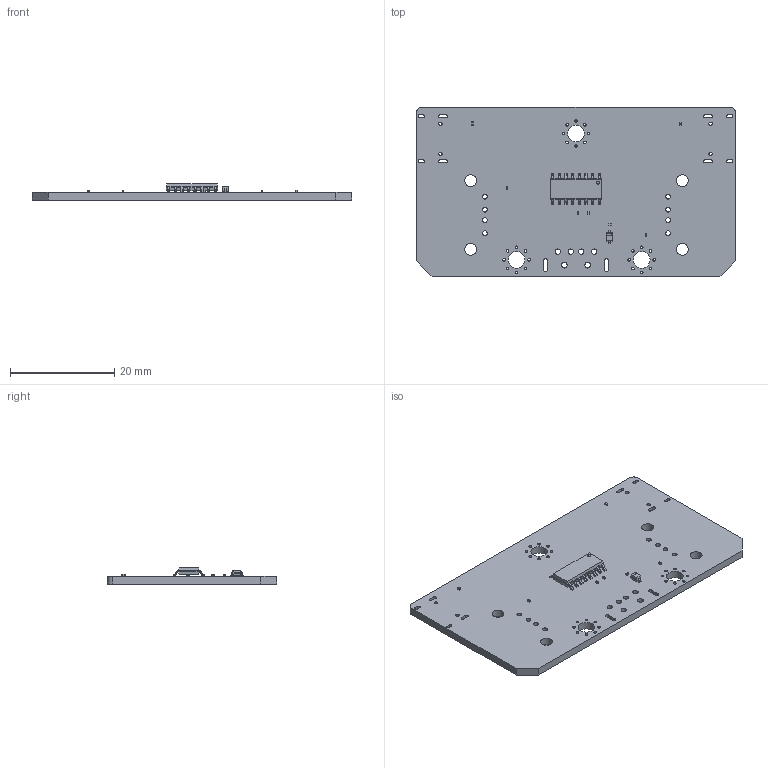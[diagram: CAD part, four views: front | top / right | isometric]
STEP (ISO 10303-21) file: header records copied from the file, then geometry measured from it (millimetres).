
FILE_DESCRIPTION(('KiCad electronic assembly'),'2;1');
FILE_NAME('Untitled.step','2025-07-27T00:10:34',('Pcbnew'),('Kicad'), 'Open CASCADE STEP processor 7.8','KiCad to STEP converter','Unknown' );
FILE_SCHEMA(('AUTOMOTIVE_DESIGN { 1 0 10303 214 1 1 1 1 }'));
Length unit declared in the file: millimetre
Products named in the file (5): Untitled 1; C_0201_0603Metric; SO-16_3.9x9.9mm_P1.27mm; D_SOD-323; Untitled_PCB
Assembly tree (10 placements, depth 2):
  Untitled 1
    C_0201_0603Metric  x7
    SO-16_3.9x9.9mm_P1.27mm
    D_SOD-323
    Untitled_PCB
Bounding box: 61.2 x 32.4 x 3.12 mm (x, y, z)
Volume: 2934.1 mm3; surface area: 4530.8 mm2
Topology: 10 solids, 10 shells, 617 faces, 1640 edges, 1059 vertices
Faces by surface type: plane 356, cylinder 227, bspline 34
Full cylindrical faces by diameter (mm): 0.5 x24, 0.65 x4, 0.92 x8, 1 x4, 1.1 x2, 2.3 x4, 3.2 x3
Entity records: 17224 total; most frequent: CARTESIAN_POINT 2585, ORIENTED_EDGE 2416, DIRECTION 2327, EDGE_CURVE 1208, LINE 853, VECTOR 853, VERTEX_POINT 771, AXIS2_PLACEMENT_3D 737
